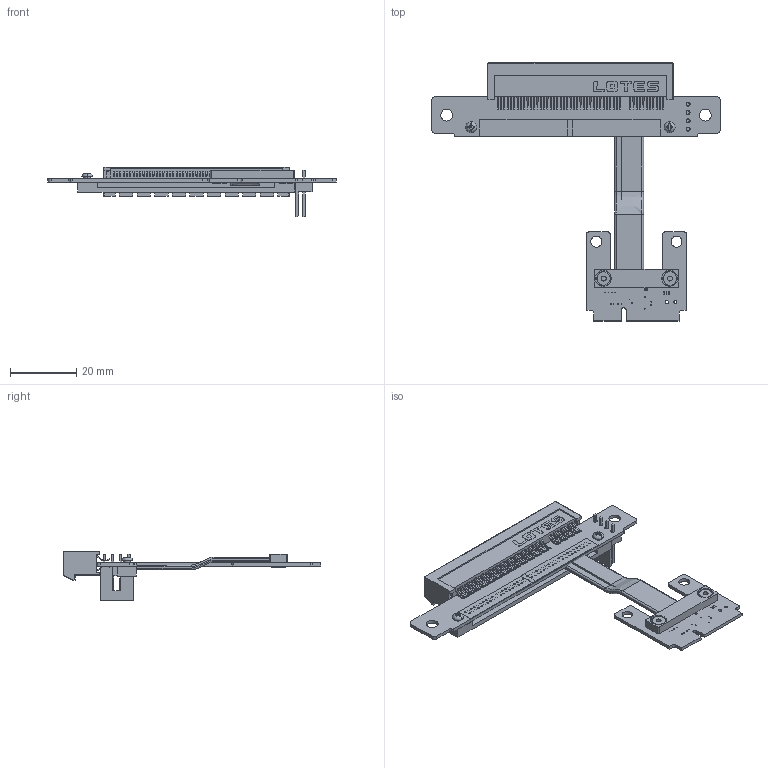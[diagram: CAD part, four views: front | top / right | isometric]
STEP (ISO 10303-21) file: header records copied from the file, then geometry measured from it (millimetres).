
FILE_DESCRIPTION(('Open CASCADE Model'),'2;1');
FILE_NAME('Open CASCADE Shape Model','2020-03-21T03:11:44',('Author'),( 'Open CASCADE'),'Open CASCADE STEP processor 6.8','Open CASCADE 6.8' ,'Unknown');
FILE_SCHEMA(('AUTOMOTIVE_DESIGN { 1 0 10303 214 1 1 1 1 }'));
Length unit declared in the file: millimetre
Products named in the file (15): PCB; Board; Open CASCADE STEP translator 6.8 25.1.1; CN4_1; PCIe_x8_3D_RGB4404530; Free-Models; G0030_RGB14277081; Hexagon_nut_ISO_4032_(DIN_934)_-_M2_RGB9411503; RP11S-PAD; Tape14x5_RGB0; Tape28x5_RGB0; G0033_RGB9411503; R8S-PAD-20170526; c-171825-4-y-3d_RGB12967653; cable13pin-43q_RGB4078660
Assembly tree (20 placements, depth 3):
  PCB
    Board
      Open CASCADE STEP translator 6.8 25.1.1
    CN4_1
      PCIe_x8_3D_RGB4404530
    Free-Models
      G0030_RGB14277081  x2
      Hexagon_nut_ISO_4032_(DIN_934)_-_M2_RGB9411503  x4
      RP11S-PAD
      Tape14x5_RGB0
      Tape28x5_RGB0  x2
      G0033_RGB9411503  x2
      R8S-PAD-20170526
      c-171825-4-y-3d_RGB12967653
      cable13pin-43q_RGB4078660
Bounding box: 87.08 x 77.89 x 14.97 mm (x, y, z)
Volume: 6621.5 mm3; surface area: 12678 mm2
Topology: 43 solids, 43 shells, 5040 faces, 12515 edges, 7686 vertices
Faces by surface type: plane 2665, cylinder 1610, bspline 654, torus 52, cone 48, sphere 7, revolution 4
Full cylindrical faces by diameter (mm): 0.254 x28, 0.6 x100, 0.9 x2, 1.2 x4, 2.2 x8, 3.3 x2, 3.6 x2, 4 x2, 4.8 x2
Entity records: 192499 total; most frequent: CARTESIAN_POINT 38911, ORIENTED_EDGE 24392, DIRECTION 19889, EDGE_CURVE 12196, LINE 7541, VECTOR 7541, VERTEX_POINT 7491, AXIS2_PLACEMENT_3D 6173
